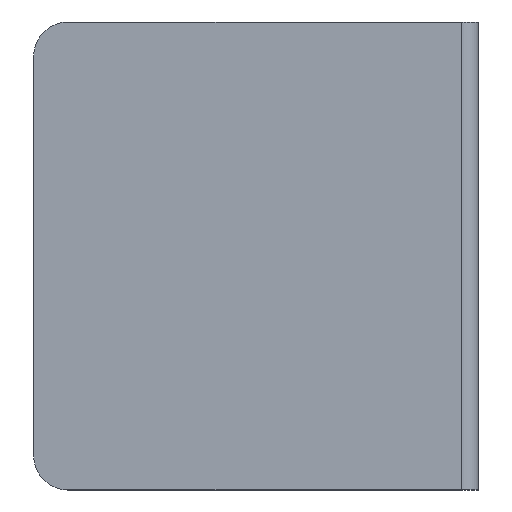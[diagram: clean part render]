
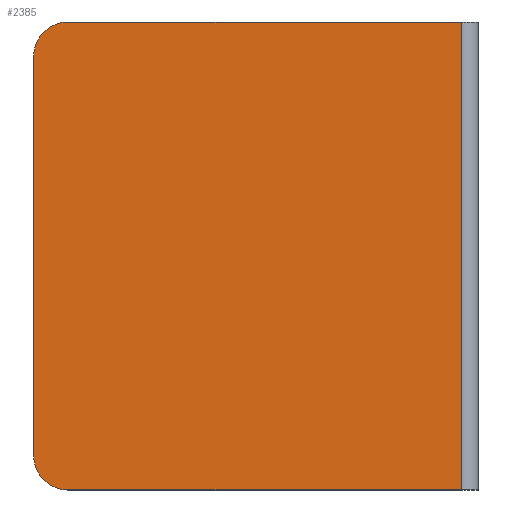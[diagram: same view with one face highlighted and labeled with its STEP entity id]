
A CAD part, left-side view. The second image highlights one B-rep face of the part: STEP entity #2385.
In plain terms, the highlighted planar face has unit normal (-1, 0, 0).
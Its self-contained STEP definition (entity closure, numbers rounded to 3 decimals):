
#21 = CARTESIAN_POINT ( 'NONE',  ( -77.15, 65., -29.2 ) ) ;
#85 = CARTESIAN_POINT ( 'NONE',  ( -77.15, 2.5, 34.2 ) ) ;
#111 = CARTESIAN_POINT ( 'NONE',  ( -77.15, 60., 34.2 ) ) ;
#342 = ORIENTED_EDGE ( 'NONE', *, *, #2746, .T. ) ;
#523 = DIRECTION ( 'NONE',  ( 0., 0., -1. ) ) ;
#769 = CARTESIAN_POINT ( 'NONE',  ( -77.15, 60., -29.2 ) ) ;
#823 = DIRECTION ( 'NONE',  ( 0., -1., 0. ) ) ;
#855 = FACE_OUTER_BOUND ( 'NONE', #1038, .T. ) ;
#924 = VERTEX_POINT ( 'NONE', #21 ) ;
#1000 = VERTEX_POINT ( 'NONE', #3155 ) ;
#1038 = EDGE_LOOP ( 'NONE', ( #2476, #342, #3322, #2628, #2471, #1046 ) ) ;
#1046 = ORIENTED_EDGE ( 'NONE', *, *, #3888, .T. ) ;
#1048 = VERTEX_POINT ( 'NONE', #3692 ) ;
#1159 = DIRECTION ( 'NONE',  ( -1., 0., 0. ) ) ;
#1192 = EDGE_CURVE ( 'NONE', #924, #1000, #1364, .T. ) ;
#1310 = VERTEX_POINT ( 'NONE', #1841 ) ;
#1364 = LINE ( 'NONE', #3114, #1402 ) ;
#1402 = VECTOR ( 'NONE', #4566, 1000. ) ;
#1465 = DIRECTION ( 'NONE',  ( 0., 0., 1. ) ) ;
#1549 = LINE ( 'NONE', #1593, #3434 ) ;
#1576 = CARTESIAN_POINT ( 'NONE',  ( -77.15, 3., 34.2 ) ) ;
#1593 = CARTESIAN_POINT ( 'NONE',  ( -77.15, 3., -34.2 ) ) ;
#1759 = EDGE_CURVE ( 'NONE', #2844, #1310, #3205, .T. ) ;
#1841 = CARTESIAN_POINT ( 'NONE',  ( -77.15, 2.5, 34.2 ) ) ;
#1911 = PLANE ( 'NONE',  #3216 ) ;
#1938 = DIRECTION ( 'NONE',  ( 1., 0., 0. ) ) ;
#2385 = ADVANCED_FACE ( 'NONE', ( #855 ), #1911, .F. ) ;
#2407 = VERTEX_POINT ( 'NONE', #2983 ) ;
#2471 = ORIENTED_EDGE ( 'NONE', *, *, #1192, .F. ) ;
#2476 = ORIENTED_EDGE ( 'NONE', *, *, #2762, .T. ) ;
#2623 = VECTOR ( 'NONE', #3576, 1000. ) ;
#2628 = ORIENTED_EDGE ( 'NONE', *, *, #2873, .T. ) ;
#2746 = EDGE_CURVE ( 'NONE', #1048, #1310, #3259, .T. ) ;
#2762 = EDGE_CURVE ( 'NONE', #2407, #1048, #1549, .T. ) ;
#2844 = VERTEX_POINT ( 'NONE', #111 ) ;
#2847 = VECTOR ( 'NONE', #1465, 1000. ) ;
#2850 = DIRECTION ( 'NONE',  ( 0., 0., -1. ) ) ;
#2873 = EDGE_CURVE ( 'NONE', #2844, #1000, #2917, .T. ) ;
#2917 = CIRCLE ( 'NONE', #4025, 5. ) ;
#2983 = CARTESIAN_POINT ( 'NONE',  ( -77.15, 60., -34.2 ) ) ;
#3114 = CARTESIAN_POINT ( 'NONE',  ( -77.15, 65., 0. ) ) ;
#3155 = CARTESIAN_POINT ( 'NONE',  ( -77.15, 65., 29.2 ) ) ;
#3205 = LINE ( 'NONE', #3904, #2623 ) ;
#3216 = AXIS2_PLACEMENT_3D ( 'NONE', #1576, #1938, #3328 ) ;
#3259 = LINE ( 'NONE', #85, #2847 ) ;
#3322 = ORIENTED_EDGE ( 'NONE', *, *, #1759, .F. ) ;
#3328 = DIRECTION ( 'NONE',  ( 0., 0., -1. ) ) ;
#3434 = VECTOR ( 'NONE', #823, 1000. ) ;
#3576 = DIRECTION ( 'NONE',  ( 0., -1., 0. ) ) ;
#3692 = CARTESIAN_POINT ( 'NONE',  ( -77.15, 2.5, -34.2 ) ) ;
#3696 = CARTESIAN_POINT ( 'NONE',  ( -77.15, 60., 29.2 ) ) ;
#3865 = AXIS2_PLACEMENT_3D ( 'NONE', #769, #3964, #2850 ) ;
#3888 = EDGE_CURVE ( 'NONE', #924, #2407, #3939, .T. ) ;
#3904 = CARTESIAN_POINT ( 'NONE',  ( -77.15, 3., 34.2 ) ) ;
#3939 = CIRCLE ( 'NONE', #3865, 5. ) ;
#3964 = DIRECTION ( 'NONE',  ( -1., 0., 0. ) ) ;
#4025 = AXIS2_PLACEMENT_3D ( 'NONE', #3696, #1159, #523 ) ;
#4566 = DIRECTION ( 'NONE',  ( 0., 0., 1. ) ) ;
